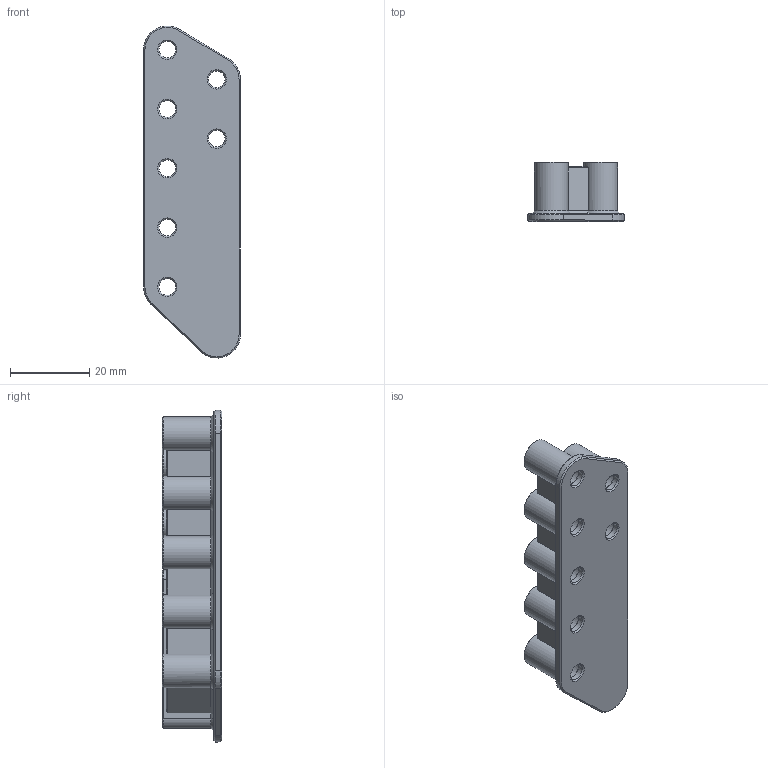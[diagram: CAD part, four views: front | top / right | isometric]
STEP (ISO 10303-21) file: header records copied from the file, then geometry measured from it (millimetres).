
FILE_DESCRIPTION(/* description */ (''),/* implementation_level */ '2;1');
FILE_NAME(/* name */ 'uPlaits SE Assembly Cap.step',/* time_stamp */ '2021-10-08T19:48:13-04:00',/* author */ (''),/* organization */ (''),/* preprocessor_version */ 'ST-DEVELOPER v18.1',/* originating_system */ 'Autodesk Translation Framework v10.9.0.1377',/* authorisation */ '');
FILE_SCHEMA (('AUTOMOTIVE_DESIGN { 1 0 10303 214 3 1 1 }'));
Length unit declared in the file: millimetre
Products named in the file (1): uPlaits SE Assembly Cap
Bounding box: 24.5 x 15 x 83.98 mm (x, y, z)
Volume: 10510.1 mm3; surface area: 10787.9 mm2
Topology: 1 solids, 1 shells, 271 faces, 641 edges, 388 vertices
Faces by surface type: plane 150, cone 74, cylinder 31, torus 8, sphere 8
Full cylindrical faces by diameter (mm): 4.2 x7, 6 x7, 8.5 x7
Entity records: 7838 total; most frequent: CARTESIAN_POINT 1463, DIRECTION 1391, ORIENTED_EDGE 1282, EDGE_CURVE 641, AXIS2_PLACEMENT_3D 534, VERTEX_POINT 388, LINE 323, VECTOR 323
